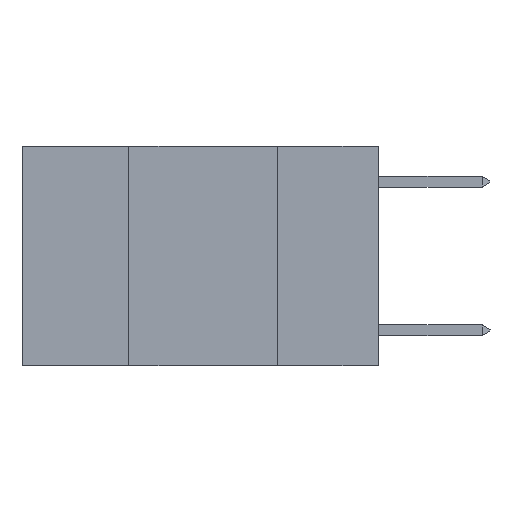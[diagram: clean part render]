
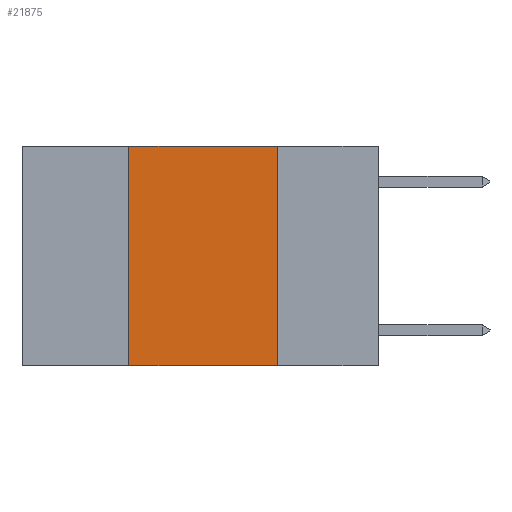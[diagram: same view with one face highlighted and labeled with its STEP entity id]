
A CAD part, left-side view. The second image highlights one B-rep face of the part: STEP entity #21875.
In plain terms, the highlighted planar face has unit normal (-1, 0, 0).
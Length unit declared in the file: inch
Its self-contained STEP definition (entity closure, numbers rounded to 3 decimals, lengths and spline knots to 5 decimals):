
#462 = VECTOR ( 'NONE', #16520, 39.37008 ) ;
#543 = LINE ( 'NONE', #10672, #16706 ) ;
#1001 = VERTEX_POINT ( 'NONE', #15897 ) ;
#1186 = FACE_OUTER_BOUND ( 'NONE', #22241, .T. ) ;
#2934 = LINE ( 'NONE', #15510, #13478 ) ;
#4267 = CARTESIAN_POINT ( 'NONE',  ( 0., 0.17, 0. ) ) ;
#5951 = EDGE_CURVE ( 'NONE', #20212, #6482, #543, .T. ) ;
#6482 = VERTEX_POINT ( 'NONE', #8122 ) ;
#7031 = CARTESIAN_POINT ( 'NONE',  ( 0., 0.6, 0. ) ) ;
#8122 = CARTESIAN_POINT ( 'NONE',  ( 0., 0.17, -0.37 ) ) ;
#8512 = DIRECTION ( 'NONE',  ( 0., -1., 0. ) ) ;
#9140 = DIRECTION ( 'NONE',  ( 0., 0., -1. ) ) ;
#9155 = DIRECTION ( 'NONE',  ( 0., -1., 0. ) ) ;
#10672 = CARTESIAN_POINT ( 'NONE',  ( 0., 0.6, -0.37 ) ) ;
#13478 = VECTOR ( 'NONE', #9155, 39.37008 ) ;
#13900 = AXIS2_PLACEMENT_3D ( 'NONE', #7031, #21932, #9140 ) ;
#14368 = CARTESIAN_POINT ( 'NONE',  ( 0., 0.42, 0. ) ) ;
#14498 = EDGE_CURVE ( 'NONE', #20212, #20938, #23604, .T. ) ;
#14699 = CARTESIAN_POINT ( 'NONE',  ( 0., 0.42, 0. ) ) ;
#15494 = PLANE ( 'NONE',  #13900 ) ;
#15510 = CARTESIAN_POINT ( 'NONE',  ( 0., 0.6, 0. ) ) ;
#15897 = CARTESIAN_POINT ( 'NONE',  ( 0., 0.17, 0. ) ) ;
#16520 = DIRECTION ( 'NONE',  ( 0., 0., 1. ) ) ;
#16706 = VECTOR ( 'NONE', #8512, 39.37008 ) ;
#16943 = LINE ( 'NONE', #4267, #21274 ) ;
#17591 = ORIENTED_EDGE ( 'NONE', *, *, #5951, .T. ) ;
#18427 = ORIENTED_EDGE ( 'NONE', *, *, #23049, .F. ) ;
#19755 = CARTESIAN_POINT ( 'NONE',  ( 0., 0.42, -0.37 ) ) ;
#20212 = VERTEX_POINT ( 'NONE', #19755 ) ;
#20938 = VERTEX_POINT ( 'NONE', #14699 ) ;
#20966 = ORIENTED_EDGE ( 'NONE', *, *, #27131, .F. ) ;
#21234 = DIRECTION ( 'NONE',  ( 0., 0., -1. ) ) ;
#21274 = VECTOR ( 'NONE', #21234, 39.37008 ) ;
#21583 = ORIENTED_EDGE ( 'NONE', *, *, #14498, .F. ) ;
#21875 = ADVANCED_FACE ( 'NONE', ( #1186 ), #15494, .F. ) ;
#21932 = DIRECTION ( 'NONE',  ( 1., 0., 0. ) ) ;
#22241 = EDGE_LOOP ( 'NONE', ( #18427, #20966, #21583, #17591 ) ) ;
#23049 = EDGE_CURVE ( 'NONE', #1001, #6482, #16943, .T. ) ;
#23604 = LINE ( 'NONE', #14368, #462 ) ;
#27131 = EDGE_CURVE ( 'NONE', #20938, #1001, #2934, .T. ) ;
